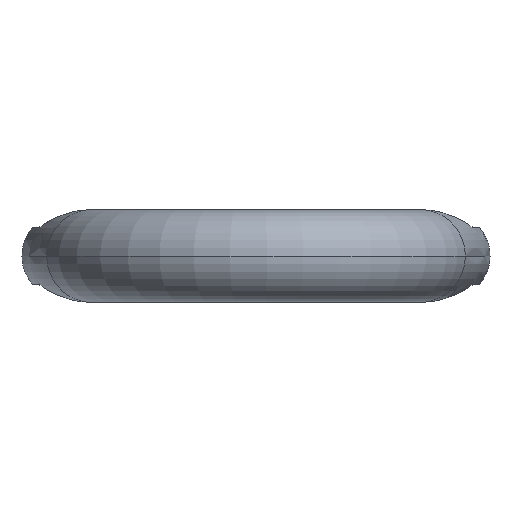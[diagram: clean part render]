
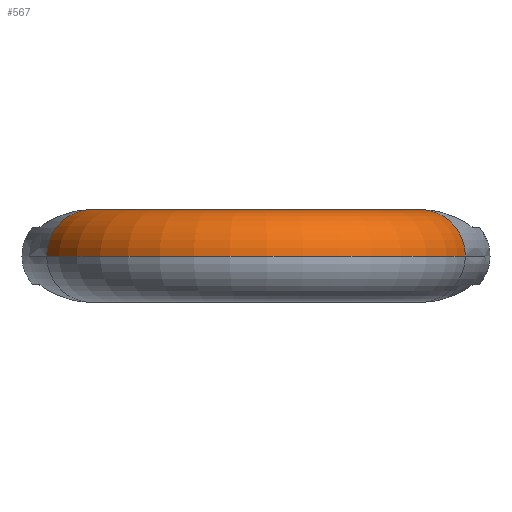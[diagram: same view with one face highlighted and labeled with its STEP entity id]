
A CAD part, left-side view. The second image highlights one B-rep face of the part: STEP entity #567.
In plain terms, the highlighted toroidal (fillet/blend) face has major radius 24 mm and minor radius 6.5 mm.
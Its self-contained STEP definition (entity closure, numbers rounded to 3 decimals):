
#21=CARTESIAN_POINT('',(-63.5,-23.238,0.));
#22=DIRECTION('',(0.968,-0.25,0.));
#23=DIRECTION('',(0.25,0.968,0.));
#24=AXIS2_PLACEMENT_3D('',#21,#22,#23);
#99=CARTESIAN_POINT('',(-63.5,23.238,0.));
#100=DIRECTION('',(-0.968,-0.25,0.));
#101=DIRECTION('',(0.25,-0.968,0.));
#102=AXIS2_PLACEMENT_3D('',#99,#100,#101);
#104=CARTESIAN_POINT('',(-61.875,16.944,0.));
#105=CARTESIAN_POINT('',(-62.868,16.688,0.));
#106=CARTESIAN_POINT('',(-64.808,16.,0.));
#107=CARTESIAN_POINT('',(-67.493,14.476,0.));
#108=CARTESIAN_POINT('',(-69.87,12.506,0.));
#109=CARTESIAN_POINT('',(-71.866,10.151,0.));
#110=CARTESIAN_POINT('',(-73.42,7.482,0.));
#111=CARTESIAN_POINT('',(-74.483,4.584,0.));
#112=CARTESIAN_POINT('',(-75.022,1.544,0.));
#113=CARTESIAN_POINT('',(-75.022,-1.544,0.));
#114=CARTESIAN_POINT('',(-74.483,-4.584,0.));
#115=CARTESIAN_POINT('',(-73.42,-7.482,0.));
#116=CARTESIAN_POINT('',(-71.866,-10.151,0.));
#117=CARTESIAN_POINT('',(-69.87,-12.506,0.));
#118=CARTESIAN_POINT('',(-67.493,-14.476,0.));
#119=CARTESIAN_POINT('',(-64.808,-16.,0.));
#120=CARTESIAN_POINT('',(-62.868,-16.688,0.));
#121=CARTESIAN_POINT('',(-61.875,-16.944,0.));
#374=CARTESIAN_POINT('',(-65.125,29.531,0.));
#375=CARTESIAN_POINT('',(-66.567,29.159,0.));
#376=CARTESIAN_POINT('',(-69.395,28.203,0.));
#377=CARTESIAN_POINT('',(-73.384,26.165,0.));
#378=CARTESIAN_POINT('',(-77.032,23.567,0.));
#379=CARTESIAN_POINT('',(-80.262,20.464,0.));
#380=CARTESIAN_POINT('',(-83.005,16.924,0.));
#381=CARTESIAN_POINT('',(-85.202,13.02,0.));
#382=CARTESIAN_POINT('',(-86.805,8.838,0.));
#383=CARTESIAN_POINT('',(-87.782,4.467,0.));
#384=CARTESIAN_POINT('',(-88.109,0.,0.));
#385=CARTESIAN_POINT('',(-87.782,-4.467,0.));
#386=CARTESIAN_POINT('',(-86.805,-8.838,0.));
#387=CARTESIAN_POINT('',(-85.202,-13.02,0.));
#388=CARTESIAN_POINT('',(-83.005,-16.924,0.));
#389=CARTESIAN_POINT('',(-80.262,-20.464,0.));
#390=CARTESIAN_POINT('',(-77.032,-23.567,0.));
#391=CARTESIAN_POINT('',(-73.384,-26.165,0.));
#392=CARTESIAN_POINT('',(-69.395,-28.203,0.));
#393=CARTESIAN_POINT('',(-66.567,-29.159,0.));
#394=CARTESIAN_POINT('',(-65.125,-29.531,0.));
#476=CARTESIAN_POINT('',(-61.875,16.944,0.));
#477=CARTESIAN_POINT('',(-65.125,29.531,0.));
#478=VERTEX_POINT('',#476);
#479=VERTEX_POINT('',#477);
#480=CARTESIAN_POINT('',(-61.875,-16.944,0.));
#481=CARTESIAN_POINT('',(-65.125,-29.531,0.));
#482=VERTEX_POINT('',#480);
#483=VERTEX_POINT('',#481);
#553=CARTESIAN_POINT('',(-57.5,0.,0.));
#554=DIRECTION('',(0.,0.,1.));
#555=DIRECTION('',(0.25,-0.968,0.));
#556=AXIS2_PLACEMENT_3D('',#553,#554,#555);
#557=TOROIDAL_SURFACE('',#556,24.,6.5);
#559=ORIENTED_EDGE('',*,*,#558,.F.);
#561=ORIENTED_EDGE('',*,*,#560,.T.);
#562=ORIENTED_EDGE('',*,*,#533,.T.);
#564=ORIENTED_EDGE('',*,*,#563,.F.);
#565=EDGE_LOOP('',(#559,#561,#562,#564));
#566=FACE_OUTER_BOUND('',#565,.F.);
#567=ADVANCED_FACE('',(#566),#557,.T.);
#25=CIRCLE('',#24,6.5);
#103=CIRCLE('',#102,6.5);
#122=B_SPLINE_CURVE_WITH_KNOTS('',3,(#104,#105,#106,#107,#108,#109,#110,#111,
#112,#113,#114,#115,#116,#117,#118,#119,#120,#121),.UNSPECIFIED.,.F.,.F.,(4,1,1,
1,1,1,1,1,1,1,1,1,1,1,1,4),(0.,0.067,0.133,0.2,
0.267,0.333,0.4,0.467,0.533,
0.6,0.667,0.733,0.8,0.867,
0.933,1.),.UNSPECIFIED.);
#395=B_SPLINE_CURVE_WITH_KNOTS('',3,(#374,#375,#376,#377,#378,#379,#380,#381,
#382,#383,#384,#385,#386,#387,#388,#389,#390,#391,#392,#393,#394),.UNSPECIFIED.,
.F.,.F.,(4,1,1,1,1,1,1,1,1,1,1,1,1,1,1,1,1,1,4),(0.,0.056,
0.111,0.167,0.222,0.278,
0.333,0.389,0.444,0.5,0.556,
0.611,0.667,0.722,0.778,
0.833,0.889,0.944,1.),.UNSPECIFIED.);
#533=EDGE_CURVE('',#482,#483,#25,.T.);
#558=EDGE_CURVE('',#478,#479,#103,.T.);
#560=EDGE_CURVE('',#478,#482,#122,.T.);
#563=EDGE_CURVE('',#479,#483,#395,.T.);
